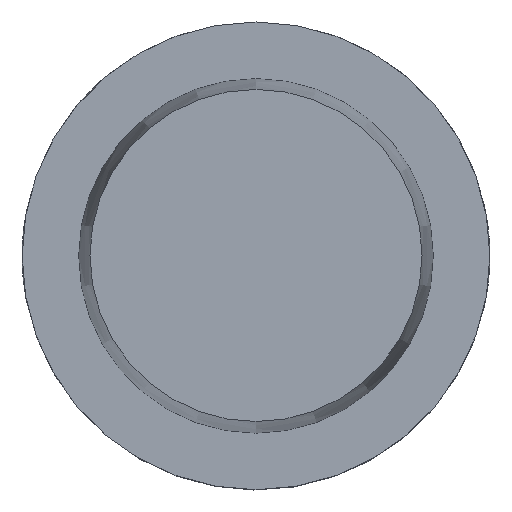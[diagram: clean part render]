
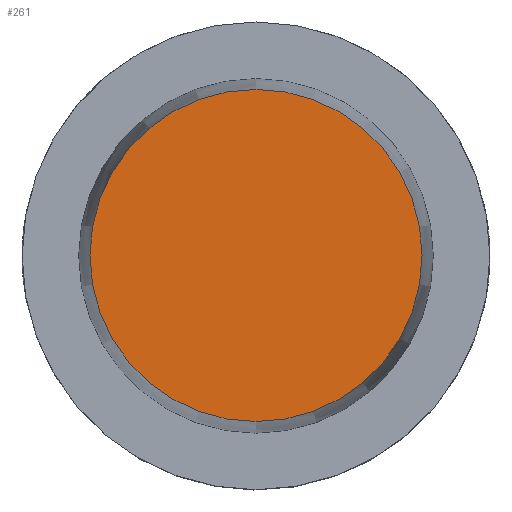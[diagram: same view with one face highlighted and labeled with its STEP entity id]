
A CAD part, top view. The second image highlights one B-rep face of the part: STEP entity #261.
In plain terms, the highlighted planar face has unit normal (0, 0, 1).
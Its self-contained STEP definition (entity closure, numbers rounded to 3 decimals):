
#261=ADVANCED_FACE('240[2]',(#682),#683,.T.);
#341=EDGE_CURVE('240[2]',#800,#800,#801,.T.);
#682=FACE_OUTER_BOUND('',#1269,.T.);
#683=PLANE('',#1270);
#800=VERTEX_POINT('',#1476);
#801=CIRCLE('',#1477,35.5);
#1269=EDGE_LOOP('',(#2213));
#1270=AXIS2_PLACEMENT_3D('',#2214,#2215,#2216);
#1476=CARTESIAN_POINT('',(0.,35.5,50.0));
#1477=AXIS2_PLACEMENT_3D('',#2357,#2358,#2359);
#2213=ORIENTED_EDGE('',*,*,#341,.F.);
#2214=CARTESIAN_POINT('',(0.,17.75,50.0));
#2215=DIRECTION('',(0.,0.,1.0));
#2216=DIRECTION('',(1.0,0.,0.0));
#2357=CARTESIAN_POINT('',(0.,0.,50.0));
#2358=DIRECTION('',(0.,0.,-1.0));
#2359=DIRECTION('',(0.,1.0,0.));
